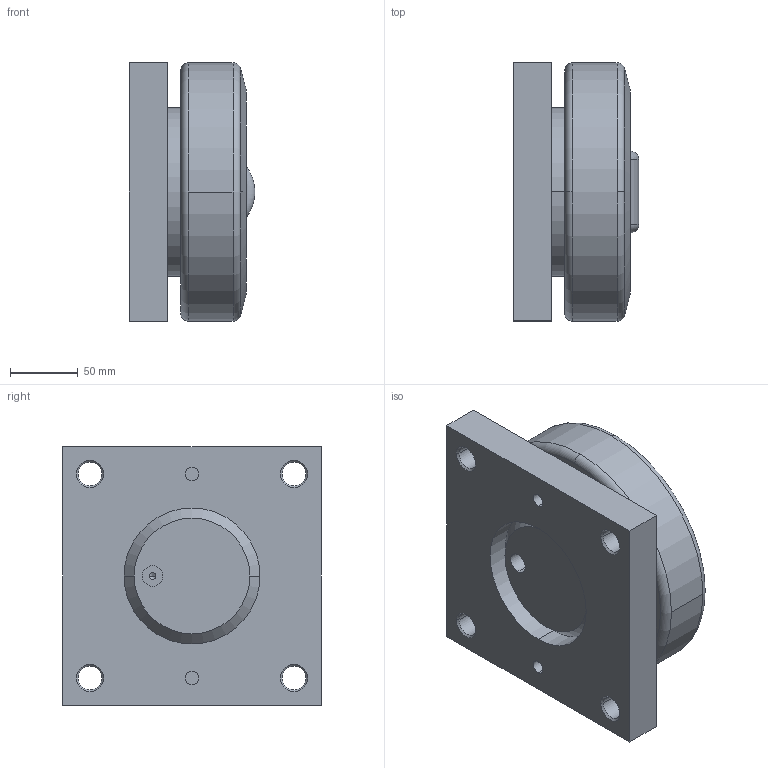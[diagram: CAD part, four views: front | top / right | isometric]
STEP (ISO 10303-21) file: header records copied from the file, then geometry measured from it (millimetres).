
FILE_DESCRIPTION(('STEP AP203'),'1');
FILE_NAME('4_090_ap_90-q.stp','2021-05-25T16:29:14',('TraceParts'),('TraceParts S.A.'),'Spatial InterOp 3D',' ',' ');
FILE_SCHEMA(('CONFIG_CONTROL_DESIGN'));
Length unit declared in the file: millimetre
Products named in the file (1): 1
Bounding box: 92.5 x 190 x 190 mm (x, y, z)
Volume: 2360029.1 mm3; surface area: 167739.6 mm2
Topology: 1 solids, 1 shells, 79 faces, 190 edges, 118 vertices
Faces by surface type: cylinder 26, cone 24, plane 23, torus 6
Entity records: 2627 total; most frequent: CARTESIAN_POINT 658, DIRECTION 437, ORIENTED_EDGE 376, EDGE_CURVE 188, AXIS2_PLACEMENT_3D 177, VERTEX_POINT 118, EDGE_LOOP 98, CIRCLE 97
